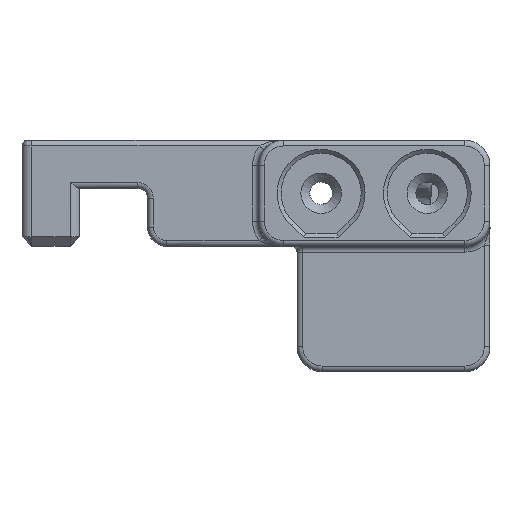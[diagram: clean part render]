
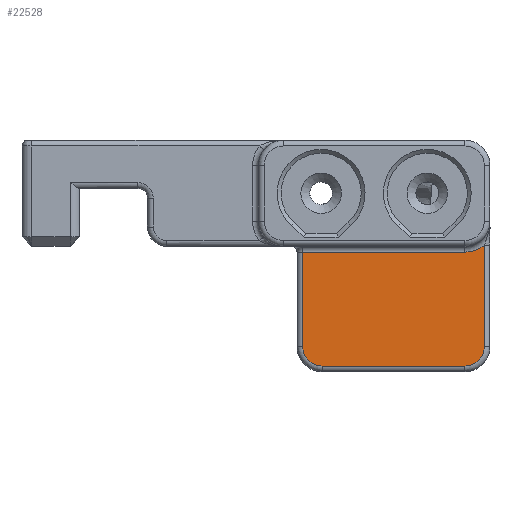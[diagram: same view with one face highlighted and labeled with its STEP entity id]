
A CAD part, front view. The second image highlights one B-rep face of the part: STEP entity #22528.
In plain terms, the highlighted planar face has unit normal (0, -1, 0).
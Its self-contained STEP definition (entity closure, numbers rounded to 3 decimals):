
#1748=PLANE('',#23967);
#2458=LINE('',#30668,#4522);
#2459=LINE('',#30679,#4523);
#2461=LINE('',#30689,#4525);
#2478=LINE('',#31024,#4542);
#4522=VECTOR('',#25356,10.);
#4523=VECTOR('',#25369,10.);
#4525=VECTOR('',#25383,10.);
#4542=VECTOR('',#25490,10.);
#6678=FACE_OUTER_BOUND('',#8030,.T.);
#8030=EDGE_LOOP('',(#15947,#15948,#15949,#15950,#15951,#15952,#15953));
#9437=CIRCLE('',#23908,2.);
#9441=CIRCLE('',#23914,2.);
#9470=CIRCLE('',#23966,3.2);
#9994=VERTEX_POINT('',#30556);
#10017=VERTEX_POINT('',#30666);
#10019=VERTEX_POINT('',#30671);
#10021=VERTEX_POINT('',#30677);
#10022=VERTEX_POINT('',#30682);
#10023=VERTEX_POINT('',#30687);
#10048=VERTEX_POINT('',#31023);
#12281=EDGE_CURVE('',#10017,#9994,#2458,.T.);
#12283=EDGE_CURVE('',#10019,#10017,#9437,.T.);
#12286=EDGE_CURVE('',#10021,#10019,#2459,.T.);
#12289=EDGE_CURVE('',#10022,#10021,#9441,.T.);
#12292=EDGE_CURVE('',#10023,#10022,#2461,.T.);
#12341=EDGE_CURVE('',#9994,#10048,#2478,.T.);
#12344=EDGE_CURVE('',#10048,#10023,#9470,.T.);
#15947=ORIENTED_EDGE('',*,*,#12292,.F.);
#15948=ORIENTED_EDGE('',*,*,#12344,.F.);
#15949=ORIENTED_EDGE('',*,*,#12341,.F.);
#15950=ORIENTED_EDGE('',*,*,#12281,.F.);
#15951=ORIENTED_EDGE('',*,*,#12283,.F.);
#15952=ORIENTED_EDGE('',*,*,#12286,.F.);
#15953=ORIENTED_EDGE('',*,*,#12289,.F.);
#22528=ADVANCED_FACE('',(#6678),#1748,.F.);
#23908=AXIS2_PLACEMENT_3D('',#30673,#25361,#25362);
#23914=AXIS2_PLACEMENT_3D('',#30684,#25375,#25376);
#23966=AXIS2_PLACEMENT_3D('',#31028,#25497,#25498);
#23967=AXIS2_PLACEMENT_3D('',#31029,#25499,#25500);
#25356=DIRECTION('',(0.,0.,1.));
#25361=DIRECTION('center_axis',(0.,1.,0.));
#25362=DIRECTION('ref_axis',(-0.707,0.,-0.707));
#25369=DIRECTION('',(-1.,0.,0.));
#25375=DIRECTION('center_axis',(0.,1.,0.));
#25376=DIRECTION('ref_axis',(0.707,0.,-0.707));
#25383=DIRECTION('',(0.,0.,-1.));
#25490=DIRECTION('',(1.,0.,0.));
#25497=DIRECTION('center_axis',(0.,-1.,0.));
#25498=DIRECTION('ref_axis',(0.707,0.,-0.707));
#25499=DIRECTION('center_axis',(0.,1.,0.));
#25500=DIRECTION('ref_axis',(-1.,0.,0.));
#30556=CARTESIAN_POINT('',(16.1,27.,-6.6));
#30666=CARTESIAN_POINT('',(16.1,27.,-16.4));
#30668=CARTESIAN_POINT('',(16.1,27.,-3.));
#30671=CARTESIAN_POINT('',(18.1,27.,-18.4));
#30673=CARTESIAN_POINT('Origin',(18.1,27.,-16.4));
#30677=CARTESIAN_POINT('',(32.9,27.,-18.4));
#30679=CARTESIAN_POINT('',(27.75,27.,-18.4));
#30682=CARTESIAN_POINT('',(34.9,27.,-16.4));
#30684=CARTESIAN_POINT('Origin',(32.9,27.,-16.4));
#30687=CARTESIAN_POINT('',(34.9,27.,-5.898));
#30689=CARTESIAN_POINT('',(34.9,27.,2.));
#31023=CARTESIAN_POINT('',(32.9,27.,-6.6));
#31024=CARTESIAN_POINT('',(30.75,27.,-6.6));
#31028=CARTESIAN_POINT('Origin',(32.9,27.,-3.4));
#31029=CARTESIAN_POINT('Origin',(30.,27.,0.));
